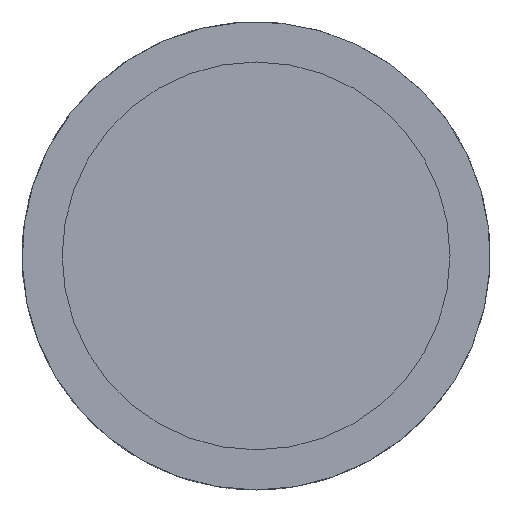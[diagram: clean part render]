
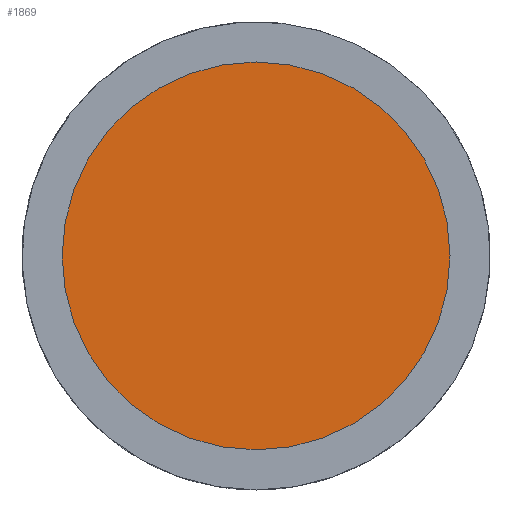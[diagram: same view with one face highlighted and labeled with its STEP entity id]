
A CAD part, front view. The second image highlights one B-rep face of the part: STEP entity #1869.
In plain terms, the highlighted planar face has unit normal (0, -1, 0).
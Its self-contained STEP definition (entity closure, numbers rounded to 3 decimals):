
#1 = PLANE ( 'NONE',  #1073 ) ;
#60 = CARTESIAN_POINT ( 'NONE',  ( 0., -11.5, 0. ) ) ;
#395 = DIRECTION ( 'NONE',  ( 0., 0., -1. ) ) ;
#648 = DIRECTION ( 'NONE',  ( 0., -1., 0. ) ) ;
#825 = EDGE_CURVE ( 'NONE', #2263, #2263, #2381, .T. ) ;
#1025 = DIRECTION ( 'NONE',  ( 0., 0., -1. ) ) ;
#1073 = AXIS2_PLACEMENT_3D ( 'NONE', #1726, #648, #1025 ) ;
#1240 = ORIENTED_EDGE ( 'NONE', *, *, #825, .T. ) ;
#1345 = FACE_OUTER_BOUND ( 'NONE', #2241, .T. ) ;
#1392 = AXIS2_PLACEMENT_3D ( 'NONE', #60, #1590, #395 ) ;
#1590 = DIRECTION ( 'NONE',  ( 0., -1., 0. ) ) ;
#1726 = CARTESIAN_POINT ( 'NONE',  ( 0., -11.5, 0. ) ) ;
#1869 = ADVANCED_FACE ( 'NONE', ( #1345 ), #1, .T. ) ;
#1992 = CARTESIAN_POINT ( 'NONE',  ( 0., -11.5, -14.5 ) ) ;
#2241 = EDGE_LOOP ( 'NONE', ( #1240 ) ) ;
#2263 = VERTEX_POINT ( 'NONE', #1992 ) ;
#2381 = CIRCLE ( 'NONE', #1392, 14.5 ) ;
